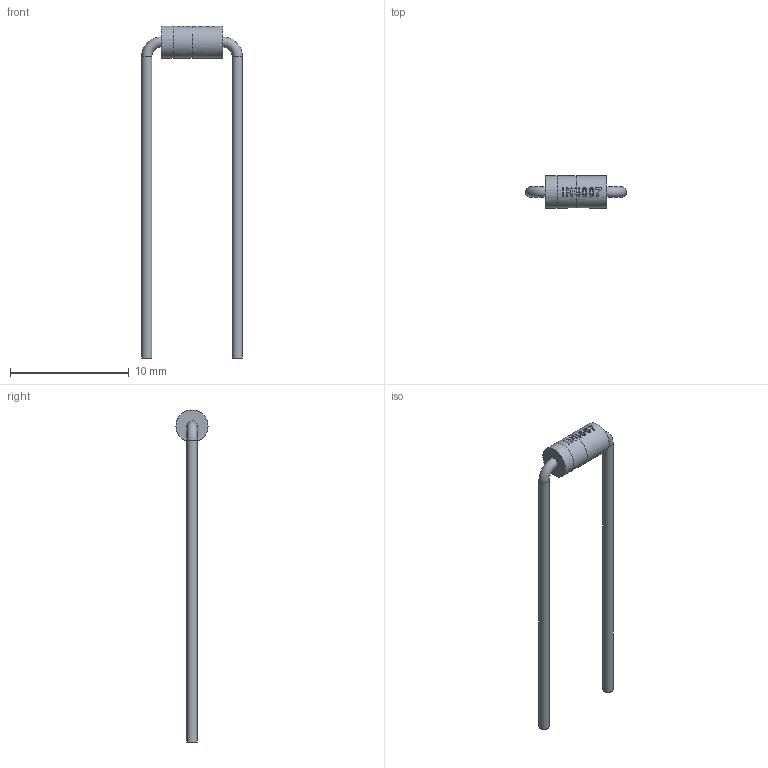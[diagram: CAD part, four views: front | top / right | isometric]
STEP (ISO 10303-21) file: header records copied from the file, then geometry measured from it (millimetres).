
FILE_DESCRIPTION(('FreeCAD Model'),'2;1');
FILE_NAME('1N4007 (7,62mm) ok.step','2023-01-05T18:35:06',('Author'),(''), 'Open CASCADE STEP processor 7.2','FreeCAD','Unknown');
FILE_SCHEMA(('AUTOMOTIVE_DESIGN { 1 0 10303 214 1 1 1 1 }'));
Length unit declared in the file: millimetre
Products named in the file (3): Body; Anode_(+); Cathode_(-)
Bounding box: 8.48 x 2.7 x 27.96 mm (x, y, z)
Volume: 61.5 mm3; surface area: 205.4 mm2
Topology: 3 solids, 3 shells, 21 faces, 108 edges, 100 vertices
Faces by surface type: cylinder 13, plane 6, torus 2
Full cylindrical faces by diameter (mm): 0.86 x2, 2.7 x3
Entity records: 4884 total; most frequent: CARTESIAN_POINT 2922, DIRECTION 239, ORIENTED_EDGE 216, PCURVE 216, DEFINITIONAL_REPRESENTATION 216, B_SPLINE_CURVE_WITH_KNOTS 162, LINE 123, VECTOR 123
